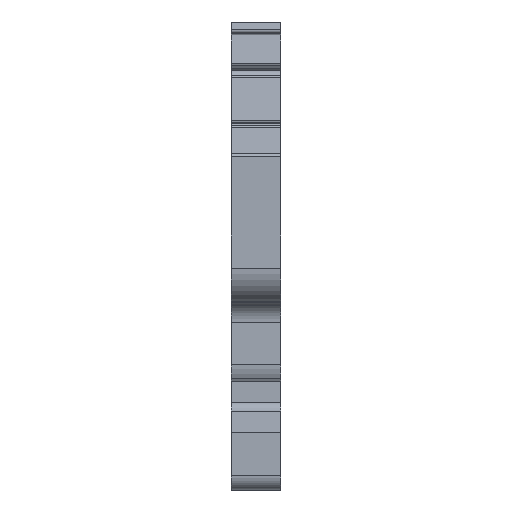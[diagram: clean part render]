
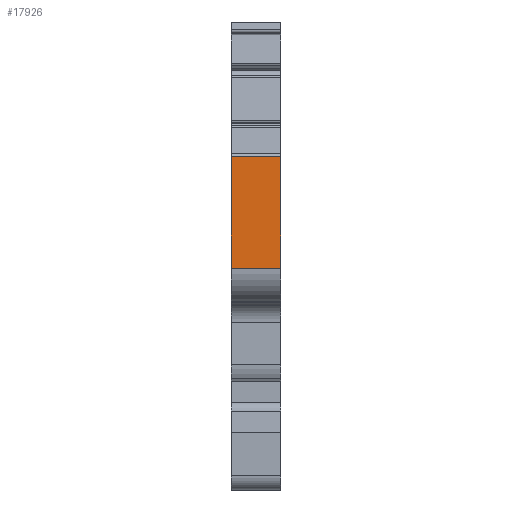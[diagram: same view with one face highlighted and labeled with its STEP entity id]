
A CAD part, left-side view. The second image highlights one B-rep face of the part: STEP entity #17926.
In plain terms, the highlighted planar face has unit normal (-1, 0, 0).
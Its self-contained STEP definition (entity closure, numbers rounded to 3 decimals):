
#707 = VERTEX_POINT ( 'NONE', #5443 ) ;
#1355 = ORIENTED_EDGE ( 'NONE', *, *, #30343, .T. ) ;
#1565 = CARTESIAN_POINT ( 'NONE',  ( -40.15, 0., 8.728 ) ) ;
#3405 = EDGE_LOOP ( 'NONE', ( #31368, #32034, #4404, #1355 ) ) ;
#3849 = VERTEX_POINT ( 'NONE', #33616 ) ;
#3921 = DIRECTION ( 'NONE',  ( 0., -1., 0. ) ) ;
#4404 = ORIENTED_EDGE ( 'NONE', *, *, #33132, .T. ) ;
#5443 = CARTESIAN_POINT ( 'NONE',  ( -40.15, 3.5, 8.728 ) ) ;
#6230 = DIRECTION ( 'NONE',  ( -1., 0., 0. ) ) ;
#6799 = LINE ( 'NONE', #24513, #7368 ) ;
#7195 = VERTEX_POINT ( 'NONE', #11139 ) ;
#7368 = VECTOR ( 'NONE', #3921, 1000. ) ;
#8888 = LINE ( 'NONE', #17087, #32071 ) ;
#10691 = LINE ( 'NONE', #18761, #28519 ) ;
#11139 = CARTESIAN_POINT ( 'NONE',  ( -40.15, 0., 8.728 ) ) ;
#11396 = FACE_OUTER_BOUND ( 'NONE', #3405, .T. ) ;
#12367 = VERTEX_POINT ( 'NONE', #24906 ) ;
#13503 = AXIS2_PLACEMENT_3D ( 'NONE', #32381, #6230, #29298 ) ;
#15907 = EDGE_CURVE ( 'NONE', #12367, #7195, #22519, .T. ) ;
#17087 = CARTESIAN_POINT ( 'NONE',  ( -40.15, 3.5, 8.728 ) ) ;
#17332 = DIRECTION ( 'NONE',  ( 0., 0., -1. ) ) ;
#17926 = ADVANCED_FACE ( 'NONE', ( #11396 ), #19267, .T. ) ;
#18761 = CARTESIAN_POINT ( 'NONE',  ( -40.15, 3.5, 8.728 ) ) ;
#19267 = PLANE ( 'NONE',  #13503 ) ;
#22519 = LINE ( 'NONE', #1565, #29707 ) ;
#24513 = CARTESIAN_POINT ( 'NONE',  ( -40.15, 3.5, 16.558 ) ) ;
#24906 = CARTESIAN_POINT ( 'NONE',  ( -40.15, 0., 16.558 ) ) ;
#26182 = DIRECTION ( 'NONE',  ( 0., -1., 0. ) ) ;
#27795 = DIRECTION ( 'NONE',  ( 0., 0., -1. ) ) ;
#28519 = VECTOR ( 'NONE', #26182, 1000. ) ;
#29298 = DIRECTION ( 'NONE',  ( 0., 0., 1. ) ) ;
#29707 = VECTOR ( 'NONE', #17332, 1000. ) ;
#30343 = EDGE_CURVE ( 'NONE', #707, #7195, #10691, .T. ) ;
#31368 = ORIENTED_EDGE ( 'NONE', *, *, #15907, .F. ) ;
#32034 = ORIENTED_EDGE ( 'NONE', *, *, #33102, .F. ) ;
#32071 = VECTOR ( 'NONE', #27795, 1000. ) ;
#32381 = CARTESIAN_POINT ( 'NONE',  ( -40.15, 3.5, 8.728 ) ) ;
#33102 = EDGE_CURVE ( 'NONE', #3849, #12367, #6799, .T. ) ;
#33132 = EDGE_CURVE ( 'NONE', #3849, #707, #8888, .T. ) ;
#33616 = CARTESIAN_POINT ( 'NONE',  ( -40.15, 3.5, 16.558 ) ) ;
